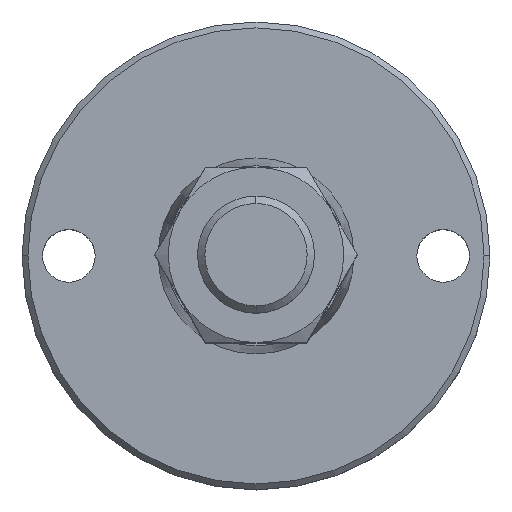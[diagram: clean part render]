
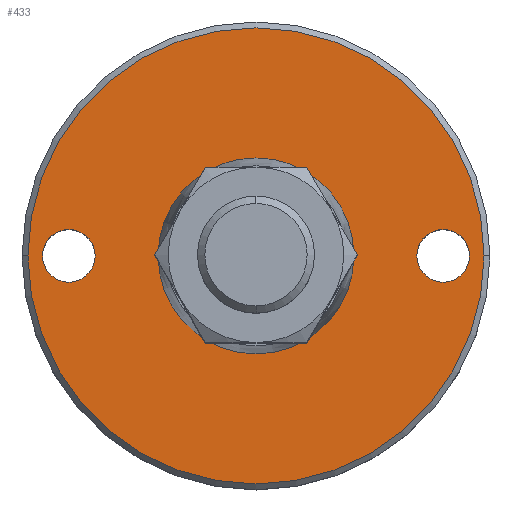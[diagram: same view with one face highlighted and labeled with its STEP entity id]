
A CAD part, top view. The second image highlights one B-rep face of the part: STEP entity #433.
In plain terms, the highlighted planar face has unit normal (0, 0, 1).
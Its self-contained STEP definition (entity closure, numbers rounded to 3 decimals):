
#371=VERTEX_POINT('',#1016);
#409=EDGE_CURVE('',#757,#719,#1057,.T.);
#417=EDGE_CURVE('',#629,#867,#1065,.T.);
#433=ADVANCED_FACE('',(#1083,#1084,#1085,#1086),#1087,.T.);
#599=EDGE_CURVE('',#719,#757,#1281,.T.);
#629=VERTEX_POINT('',#1315);
#705=EDGE_CURVE('',#371,#843,#1400,.T.);
#719=VERTEX_POINT('',#1414);
#739=VERTEX_POINT('',#1439);
#757=VERTEX_POINT('',#1458);
#813=EDGE_CURVE('',#843,#371,#1521,.T.);
#817=VERTEX_POINT('',#1525);
#843=VERTEX_POINT('',#1554);
#853=EDGE_CURVE('',#867,#629,#1565,.T.);
#867=VERTEX_POINT('',#1579);
#893=EDGE_CURVE('',#739,#817,#1610,.T.);
#901=EDGE_CURVE('',#817,#739,#1618,.T.);
#1016=CARTESIAN_POINT('',(27.5,0.0,16.5));
#1057=CIRCLE('',#1882,16.75);
#1065=CIRCLE('',#1893,4.5);
#1083=FACE_BOUND('',#1917,.T.);
#1084=FACE_BOUND('',#1918,.T.);
#1085=FACE_BOUND('',#1919,.T.);
#1086=FACE_OUTER_BOUND('',#1920,.T.);
#1087=PLANE('',#1921);
#1281=CIRCLE('',#2254,16.75);
#1315=CARTESIAN_POINT('',(-27.5,0.,16.5));
#1400=CIRCLE('',#2492,4.5);
#1414=CARTESIAN_POINT('',(16.75,0.,16.5));
#1439=CARTESIAN_POINT('',(-39.,0.,16.5));
#1458=CARTESIAN_POINT('',(-16.75,0.,16.5));
#1521=CIRCLE('',#2730,4.5);
#1525=CARTESIAN_POINT('',(39.0,0.,16.5));
#1554=CARTESIAN_POINT('',(36.5,0.,16.5));
#1565=CIRCLE('',#2792,4.5);
#1579=CARTESIAN_POINT('',(-36.5,0.0,16.5));
#1610=CIRCLE('',#2874,39.);
#1618=CIRCLE('',#2886,39.);
#1882=AXIS2_PLACEMENT_3D('',#3078,#3079,#3080);
#1893=AXIS2_PLACEMENT_3D('',#3082,#3083,#3084);
#1917=EDGE_LOOP('',(#3108,#3109));
#1918=EDGE_LOOP('',(#3110,#3111));
#1919=EDGE_LOOP('',(#3112,#3113));
#1920=EDGE_LOOP('',(#3114,#3115));
#1921=AXIS2_PLACEMENT_3D('',#3116,#3117,#3118);
#2254=AXIS2_PLACEMENT_3D('',#3352,#3353,#3354);
#2492=AXIS2_PLACEMENT_3D('',#3491,#3492,#3493);
#2730=AXIS2_PLACEMENT_3D('',#3630,#3631,#3632);
#2792=AXIS2_PLACEMENT_3D('',#3683,#3684,#3685);
#2874=AXIS2_PLACEMENT_3D('',#3741,#3742,#3743);
#2886=AXIS2_PLACEMENT_3D('',#3753,#3754,#3755);
#3078=CARTESIAN_POINT('',(0.,0.,16.5));
#3079=DIRECTION('',(0.,0.,1.0));
#3080=DIRECTION('',(-1.0,0.,0.));
#3082=CARTESIAN_POINT('',(-32.0,0.,16.5));
#3083=DIRECTION('',(0.,0.,-1.0));
#3084=DIRECTION('',(1.0,0.,0.));
#3108=ORIENTED_EDGE('',*,*,#705,.T.);
#3109=ORIENTED_EDGE('',*,*,#813,.T.);
#3110=ORIENTED_EDGE('',*,*,#853,.T.);
#3111=ORIENTED_EDGE('',*,*,#417,.T.);
#3112=ORIENTED_EDGE('',*,*,#409,.F.);
#3113=ORIENTED_EDGE('',*,*,#599,.F.);
#3114=ORIENTED_EDGE('',*,*,#893,.T.);
#3115=ORIENTED_EDGE('',*,*,#901,.T.);
#3116=CARTESIAN_POINT('',(-27.875,0.,16.5));
#3117=DIRECTION('',(0.,0.,1.0));
#3118=DIRECTION('',(-1.0,0.,0.0));
#3352=CARTESIAN_POINT('',(0.,0.,16.5));
#3353=DIRECTION('',(0.,0.,1.0));
#3354=DIRECTION('',(-1.0,0.,0.));
#3491=CARTESIAN_POINT('',(32.0,0.,16.5));
#3492=DIRECTION('',(0.,0.,-1.0));
#3493=DIRECTION('',(1.0,0.,0.));
#3630=CARTESIAN_POINT('',(32.0,0.,16.5));
#3631=DIRECTION('',(0.,0.,-1.0));
#3632=DIRECTION('',(1.0,0.,0.));
#3683=CARTESIAN_POINT('',(-32.0,0.,16.5));
#3684=DIRECTION('',(0.,0.,-1.0));
#3685=DIRECTION('',(1.0,0.,0.));
#3741=CARTESIAN_POINT('',(0.,0.,16.5));
#3742=DIRECTION('',(0.,0.,1.0));
#3743=DIRECTION('',(-1.0,0.,0.));
#3753=CARTESIAN_POINT('',(0.,0.,16.5));
#3754=DIRECTION('',(0.,0.,1.0));
#3755=DIRECTION('',(-1.0,0.,0.));
